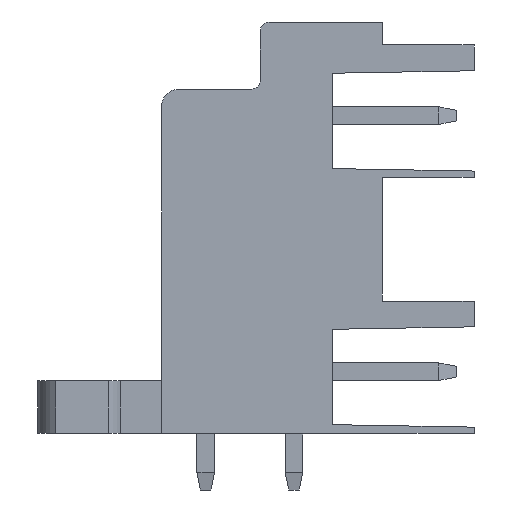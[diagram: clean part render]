
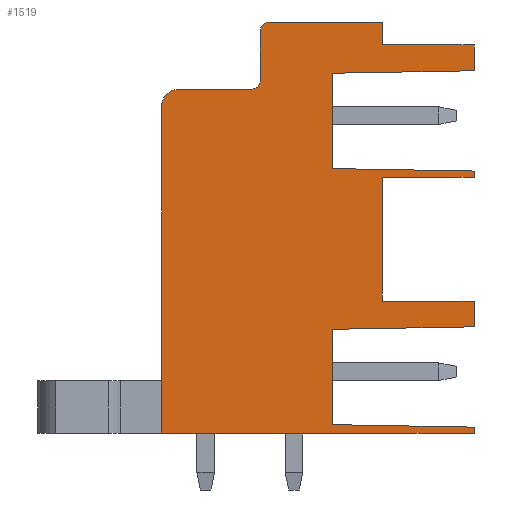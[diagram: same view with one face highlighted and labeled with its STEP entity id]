
A CAD part, left-side view. The second image highlights one B-rep face of the part: STEP entity #1519.
In plain terms, the highlighted planar face has unit normal (-1, 0, 0).
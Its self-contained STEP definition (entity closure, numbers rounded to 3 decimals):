
#804=AXIS2_PLACEMENT_3D('Circle Axis2P3D',#802,#803,$) ;
#866=AXIS2_PLACEMENT_3D('Circle Axis2P3D',#864,#865,$) ;
#928=AXIS2_PLACEMENT_3D('Circle Axis2P3D',#926,#927,$) ;
#1492=AXIS2_PLACEMENT_3D('Plane Axis2P3D',#1489,#1490,#1491) ;
#49=CARTESIAN_POINT('Vertex',(0.,0.,3.56)) ;
#52=CARTESIAN_POINT('Line Origine',(0.,0.,3.38)) ;
#56=CARTESIAN_POINT('Vertex',(0.,0.,3.2)) ;
#87=CARTESIAN_POINT('Vertex',(0.,8.,3.7)) ;
#90=CARTESIAN_POINT('Line Origine',(0.,4.,3.63)) ;
#118=CARTESIAN_POINT('Vertex',(0.,8.,9.1)) ;
#121=CARTESIAN_POINT('Line Origine',(0.,8.,6.4)) ;
#285=CARTESIAN_POINT('Vertex',(0.,0.,9.24)) ;
#288=CARTESIAN_POINT('Line Origine',(0.,4.,9.17)) ;
#311=CARTESIAN_POINT('Vertex',(0.,0.,10.7)) ;
#314=CARTESIAN_POINT('Line Origine',(0.,0.,9.97)) ;
#342=CARTESIAN_POINT('Vertex',(0.,5.2,10.7)) ;
#345=CARTESIAN_POINT('Line Origine',(0.,2.6,10.7)) ;
#373=CARTESIAN_POINT('Vertex',(0.,5.2,17.7)) ;
#376=CARTESIAN_POINT('Line Origine',(0.,5.2,14.2)) ;
#404=CARTESIAN_POINT('Vertex',(0.,0.,17.7)) ;
#407=CARTESIAN_POINT('Line Origine',(0.,2.6,17.7)) ;
#430=CARTESIAN_POINT('Vertex',(0.,0.,18.06)) ;
#433=CARTESIAN_POINT('Line Origine',(0.,0.,17.88)) ;
#461=CARTESIAN_POINT('Vertex',(0.,8.,18.2)) ;
#464=CARTESIAN_POINT('Line Origine',(0.,4.,18.13)) ;
#487=CARTESIAN_POINT('Vertex',(0.,8.,23.6)) ;
#490=CARTESIAN_POINT('Line Origine',(0.,8.,20.9)) ;
#654=CARTESIAN_POINT('Vertex',(0.,0.,23.74)) ;
#657=CARTESIAN_POINT('Line Origine',(0.,4.,23.67)) ;
#680=CARTESIAN_POINT('Vertex',(0.,0.,25.2)) ;
#683=CARTESIAN_POINT('Line Origine',(0.,0.,24.47)) ;
#711=CARTESIAN_POINT('Vertex',(0.,5.2,25.2)) ;
#714=CARTESIAN_POINT('Line Origine',(0.,2.6,25.2)) ;
#737=CARTESIAN_POINT('Vertex',(0.,5.2,26.5)) ;
#740=CARTESIAN_POINT('Line Origine',(0.,5.2,25.85)) ;
#768=CARTESIAN_POINT('Vertex',(0.,11.6,26.5)) ;
#771=CARTESIAN_POINT('Line Origine',(0.,8.4,26.5)) ;
#799=CARTESIAN_POINT('Vertex',(0.,12.1,26.)) ;
#802=CARTESIAN_POINT('Axis2P3D Location',(0.,11.6,26.)) ;
#830=CARTESIAN_POINT('Vertex',(0.,12.1,23.2)) ;
#833=CARTESIAN_POINT('Line Origine',(0.,12.1,24.6)) ;
#861=CARTESIAN_POINT('Vertex',(0.,12.6,22.7)) ;
#864=CARTESIAN_POINT('Axis2P3D Location',(0.,12.6,23.2)) ;
#892=CARTESIAN_POINT('Vertex',(0.,16.7,22.7)) ;
#895=CARTESIAN_POINT('Line Origine',(0.,14.65,22.7)) ;
#923=CARTESIAN_POINT('Vertex',(0.,17.7,21.7)) ;
#926=CARTESIAN_POINT('Axis2P3D Location',(0.,16.7,21.7)) ;
#977=CARTESIAN_POINT('Vertex',(0.,17.7,3.2)) ;
#980=CARTESIAN_POINT('Line Origine',(0.,17.7,12.45)) ;
#1043=CARTESIAN_POINT('Line Origine',(0.,8.85,3.2)) ;
#1489=CARTESIAN_POINT('Axis2P3D Location',(0.,0.,0.)) ;
#53=DIRECTION('Vector Direction',(0.,0.,-1.)) ;
#91=DIRECTION('Vector Direction',(0.,-1.,-0.017)) ;
#122=DIRECTION('Vector Direction',(0.,0.,-1.)) ;
#289=DIRECTION('Vector Direction',(0.,1.,-0.017)) ;
#315=DIRECTION('Vector Direction',(0.,0.,-1.)) ;
#346=DIRECTION('Vector Direction',(0.,-1.,0.)) ;
#377=DIRECTION('Vector Direction',(0.,0.,-1.)) ;
#408=DIRECTION('Vector Direction',(0.,1.,0.)) ;
#434=DIRECTION('Vector Direction',(0.,0.,-1.)) ;
#465=DIRECTION('Vector Direction',(0.,-1.,-0.017)) ;
#491=DIRECTION('Vector Direction',(0.,0.,-1.)) ;
#658=DIRECTION('Vector Direction',(0.,1.,-0.017)) ;
#684=DIRECTION('Vector Direction',(0.,0.,-1.)) ;
#715=DIRECTION('Vector Direction',(0.,-1.,0.)) ;
#741=DIRECTION('Vector Direction',(0.,0.,-1.)) ;
#772=DIRECTION('Vector Direction',(0.,-1.,0.)) ;
#803=DIRECTION('Axis2P3D Direction',(-1.,0.,0.)) ;
#834=DIRECTION('Vector Direction',(0.,0.,1.)) ;
#865=DIRECTION('Axis2P3D Direction',(-1.,0.,0.)) ;
#896=DIRECTION('Vector Direction',(0.,-1.,0.)) ;
#927=DIRECTION('Axis2P3D Direction',(-1.,0.,0.)) ;
#981=DIRECTION('Vector Direction',(0.,0.,1.)) ;
#1044=DIRECTION('Vector Direction',(0.,1.,0.)) ;
#1490=DIRECTION('Axis2P3D Direction',(-1.,0.,0.)) ;
#1491=DIRECTION('Axis2P3D XDirection',(0.,-1.,0.)) ;
#54=VECTOR('Line Direction',#53,1.) ;
#92=VECTOR('Line Direction',#91,1.) ;
#123=VECTOR('Line Direction',#122,1.) ;
#290=VECTOR('Line Direction',#289,1.) ;
#316=VECTOR('Line Direction',#315,1.) ;
#347=VECTOR('Line Direction',#346,1.) ;
#378=VECTOR('Line Direction',#377,1.) ;
#409=VECTOR('Line Direction',#408,1.) ;
#435=VECTOR('Line Direction',#434,1.) ;
#466=VECTOR('Line Direction',#465,1.) ;
#492=VECTOR('Line Direction',#491,1.) ;
#659=VECTOR('Line Direction',#658,1.) ;
#685=VECTOR('Line Direction',#684,1.) ;
#716=VECTOR('Line Direction',#715,1.) ;
#742=VECTOR('Line Direction',#741,1.) ;
#773=VECTOR('Line Direction',#772,1.) ;
#835=VECTOR('Line Direction',#834,1.) ;
#897=VECTOR('Line Direction',#896,1.) ;
#982=VECTOR('Line Direction',#981,1.) ;
#1045=VECTOR('Line Direction',#1044,1.) ;
#1495=ORIENTED_EDGE('',*,*,#58,.T.) ;
#1496=ORIENTED_EDGE('',*,*,#94,.T.) ;
#1497=ORIENTED_EDGE('',*,*,#125,.T.) ;
#1498=ORIENTED_EDGE('',*,*,#292,.T.) ;
#1499=ORIENTED_EDGE('',*,*,#318,.T.) ;
#1500=ORIENTED_EDGE('',*,*,#349,.T.) ;
#1501=ORIENTED_EDGE('',*,*,#380,.T.) ;
#1502=ORIENTED_EDGE('',*,*,#411,.T.) ;
#1503=ORIENTED_EDGE('',*,*,#437,.T.) ;
#1504=ORIENTED_EDGE('',*,*,#468,.T.) ;
#1505=ORIENTED_EDGE('',*,*,#494,.T.) ;
#1506=ORIENTED_EDGE('',*,*,#661,.T.) ;
#1507=ORIENTED_EDGE('',*,*,#687,.T.) ;
#1508=ORIENTED_EDGE('',*,*,#718,.T.) ;
#1509=ORIENTED_EDGE('',*,*,#744,.T.) ;
#1510=ORIENTED_EDGE('',*,*,#775,.T.) ;
#1511=ORIENTED_EDGE('',*,*,#806,.T.) ;
#1512=ORIENTED_EDGE('',*,*,#837,.T.) ;
#1513=ORIENTED_EDGE('',*,*,#868,.T.) ;
#1514=ORIENTED_EDGE('',*,*,#899,.T.) ;
#1515=ORIENTED_EDGE('',*,*,#930,.T.) ;
#1516=ORIENTED_EDGE('',*,*,#984,.T.) ;
#1517=ORIENTED_EDGE('',*,*,#1047,.T.) ;
#1519=ADVANCED_FACE('Housing',(#1518),#1493,.T.) ;
#805=CIRCLE('generated circle',#804,0.5) ;
#867=CIRCLE('generated circle',#866,0.5) ;
#929=CIRCLE('generated circle',#928,1.) ;
#58=EDGE_CURVE('',#57,#50,#55,.F.) ;
#94=EDGE_CURVE('',#50,#88,#93,.F.) ;
#125=EDGE_CURVE('',#88,#119,#124,.F.) ;
#292=EDGE_CURVE('',#119,#286,#291,.F.) ;
#318=EDGE_CURVE('',#286,#312,#317,.F.) ;
#349=EDGE_CURVE('',#312,#343,#348,.F.) ;
#380=EDGE_CURVE('',#343,#374,#379,.F.) ;
#411=EDGE_CURVE('',#374,#405,#410,.F.) ;
#437=EDGE_CURVE('',#405,#431,#436,.F.) ;
#468=EDGE_CURVE('',#431,#462,#467,.F.) ;
#494=EDGE_CURVE('',#462,#488,#493,.F.) ;
#661=EDGE_CURVE('',#488,#655,#660,.F.) ;
#687=EDGE_CURVE('',#655,#681,#686,.F.) ;
#718=EDGE_CURVE('',#681,#712,#717,.F.) ;
#744=EDGE_CURVE('',#712,#738,#743,.F.) ;
#775=EDGE_CURVE('',#738,#769,#774,.F.) ;
#806=EDGE_CURVE('',#769,#800,#805,.T.) ;
#837=EDGE_CURVE('',#800,#831,#836,.F.) ;
#868=EDGE_CURVE('',#831,#862,#867,.F.) ;
#899=EDGE_CURVE('',#862,#893,#898,.F.) ;
#930=EDGE_CURVE('',#893,#924,#929,.T.) ;
#984=EDGE_CURVE('',#924,#978,#983,.F.) ;
#1047=EDGE_CURVE('',#978,#57,#1046,.F.) ;
#1494=EDGE_LOOP('',(#1495,#1496,#1497,#1498,#1499,#1500,#1501,#1502,#1503,#1504,#1505,#1506,#1507,#1508,#1509,#1510,#1511,#1512,#1513,#1514,#1515,#1516,#1517)) ;
#1518=FACE_OUTER_BOUND('',#1494,.T.) ;
#55=LINE('Line',#52,#54) ;
#93=LINE('Line',#90,#92) ;
#124=LINE('Line',#121,#123) ;
#291=LINE('Line',#288,#290) ;
#317=LINE('Line',#314,#316) ;
#348=LINE('Line',#345,#347) ;
#379=LINE('Line',#376,#378) ;
#410=LINE('Line',#407,#409) ;
#436=LINE('Line',#433,#435) ;
#467=LINE('Line',#464,#466) ;
#493=LINE('Line',#490,#492) ;
#660=LINE('Line',#657,#659) ;
#686=LINE('Line',#683,#685) ;
#717=LINE('Line',#714,#716) ;
#743=LINE('Line',#740,#742) ;
#774=LINE('Line',#771,#773) ;
#836=LINE('Line',#833,#835) ;
#898=LINE('Line',#895,#897) ;
#983=LINE('Line',#980,#982) ;
#1046=LINE('Line',#1043,#1045) ;
#1493=PLANE('',#1492) ;
#50=VERTEX_POINT('',#49) ;
#57=VERTEX_POINT('',#56) ;
#88=VERTEX_POINT('',#87) ;
#119=VERTEX_POINT('',#118) ;
#286=VERTEX_POINT('',#285) ;
#312=VERTEX_POINT('',#311) ;
#343=VERTEX_POINT('',#342) ;
#374=VERTEX_POINT('',#373) ;
#405=VERTEX_POINT('',#404) ;
#431=VERTEX_POINT('',#430) ;
#462=VERTEX_POINT('',#461) ;
#488=VERTEX_POINT('',#487) ;
#655=VERTEX_POINT('',#654) ;
#681=VERTEX_POINT('',#680) ;
#712=VERTEX_POINT('',#711) ;
#738=VERTEX_POINT('',#737) ;
#769=VERTEX_POINT('',#768) ;
#800=VERTEX_POINT('',#799) ;
#831=VERTEX_POINT('',#830) ;
#862=VERTEX_POINT('',#861) ;
#893=VERTEX_POINT('',#892) ;
#924=VERTEX_POINT('',#923) ;
#978=VERTEX_POINT('',#977) ;
